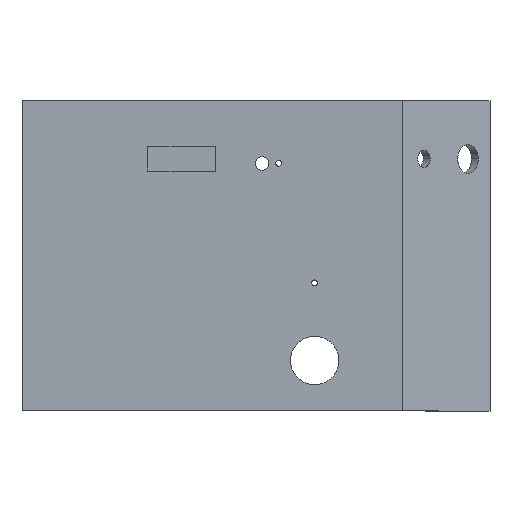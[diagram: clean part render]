
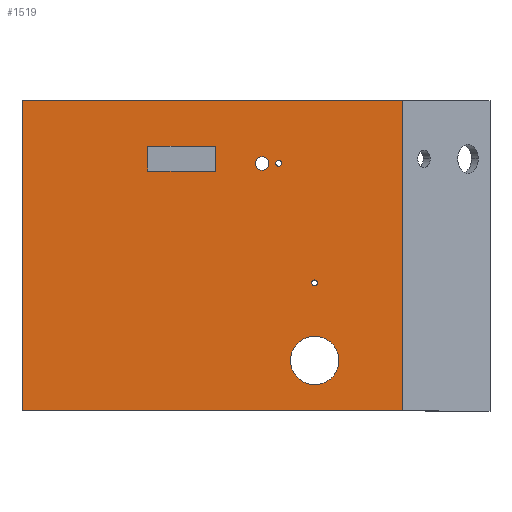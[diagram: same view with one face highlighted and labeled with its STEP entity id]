
A CAD part, top view. The second image highlights one B-rep face of the part: STEP entity #1519.
In plain terms, the highlighted free-form (B-spline) face has degree [1, 1] with [2, 2] control points.
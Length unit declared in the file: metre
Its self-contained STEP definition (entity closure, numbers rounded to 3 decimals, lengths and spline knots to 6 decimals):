
#54=LINE('',#2147,#210);
#57=LINE('',#2156,#213);
#59=LINE('',#2163,#215);
#62=LINE('',#2172,#218);
#69=LINE('',#2268,#225);
#146=LINE('',#2503,#302);
#159=LINE('',#2536,#315);
#165=LINE('',#2555,#321);
#210=VECTOR('',#1675,1.);
#213=VECTOR('',#1678,1.);
#215=VECTOR('',#1680,1.);
#218=VECTOR('',#1683,1.);
#225=VECTOR('',#1714,1.);
#302=VECTOR('',#1791,1.);
#315=VECTOR('',#1804,1.);
#321=VECTOR('',#1810,1.);
#374=B_SPLINE_SURFACE_WITH_KNOTS('',1,1,((#2551,#2552),(#2553,#2554)),
 .PLANE_SURF.,.F.,.F.,.F.,(2,2),(2,2),(0.,1.),(0.,1.),.UNSPECIFIED.);
#771=ORIENTED_EDGE('',*,*,#1036,.T.);
#772=ORIENTED_EDGE('',*,*,#1042,.T.);
#773=ORIENTED_EDGE('',*,*,#1023,.F.);
#774=ORIENTED_EDGE('',*,*,#946,.T.);
#775=ORIENTED_EDGE('',*,*,#936,.F.);
#776=ORIENTED_EDGE('',*,*,#847,.F.);
#777=ORIENTED_EDGE('',*,*,#934,.F.);
#778=ORIENTED_EDGE('',*,*,#851,.F.);
#779=ORIENTED_EDGE('',*,*,#932,.F.);
#780=ORIENTED_EDGE('',*,*,#855,.F.);
#781=ORIENTED_EDGE('',*,*,#930,.F.);
#782=ORIENTED_EDGE('',*,*,#859,.F.);
#783=ORIENTED_EDGE('',*,*,#927,.T.);
#784=ORIENTED_EDGE('',*,*,#924,.T.);
#785=ORIENTED_EDGE('',*,*,#922,.F.);
#786=ORIENTED_EDGE('',*,*,#919,.F.);
#847=EDGE_CURVE('',#1063,#1064,#1198,.T.);
#851=EDGE_CURVE('',#1067,#1068,#1200,.T.);
#855=EDGE_CURVE('',#1071,#1072,#1202,.T.);
#859=EDGE_CURVE('',#1075,#1076,#1204,.T.);
#919=EDGE_CURVE('',#1119,#1120,#54,.T.);
#922=EDGE_CURVE('',#1120,#1122,#57,.T.);
#924=EDGE_CURVE('',#1123,#1122,#59,.T.);
#927=EDGE_CURVE('',#1119,#1123,#62,.T.);
#930=EDGE_CURVE('',#1076,#1075,#1218,.T.);
#932=EDGE_CURVE('',#1072,#1071,#1220,.T.);
#934=EDGE_CURVE('',#1068,#1067,#1222,.T.);
#936=EDGE_CURVE('',#1064,#1063,#1224,.T.);
#946=EDGE_CURVE('',#1130,#1129,#69,.T.);
#1023=EDGE_CURVE('',#1130,#1180,#146,.T.);
#1036=EDGE_CURVE('',#1129,#1187,#159,.T.);
#1042=EDGE_CURVE('',#1187,#1180,#165,.T.);
#1063=VERTEX_POINT('',#1899);
#1064=VERTEX_POINT('',#1901);
#1067=VERTEX_POINT('',#1917);
#1068=VERTEX_POINT('',#1919);
#1071=VERTEX_POINT('',#1935);
#1072=VERTEX_POINT('',#1937);
#1075=VERTEX_POINT('',#1953);
#1076=VERTEX_POINT('',#1955);
#1119=VERTEX_POINT('',#2146);
#1120=VERTEX_POINT('',#2148);
#1122=VERTEX_POINT('',#2157);
#1123=VERTEX_POINT('',#2164);
#1129=VERTEX_POINT('',#2267);
#1130=VERTEX_POINT('',#2269);
#1180=VERTEX_POINT('',#2504);
#1187=VERTEX_POINT('',#2535);
#1198=CIRCLE('',#1544,0.0015);
#1200=CIRCLE('',#1546,0.0035);
#1202=CIRCLE('',#1548,0.0015);
#1204=CIRCLE('',#1550,0.0125);
#1218=CIRCLE('',#1564,0.0125);
#1220=CIRCLE('',#1566,0.0015);
#1222=CIRCLE('',#1568,0.0035);
#1224=CIRCLE('',#1570,0.0015);
#1316=EDGE_LOOP('',(#771,#772,#773,#774));
#1317=EDGE_LOOP('',(#775,#776));
#1318=EDGE_LOOP('',(#777,#778));
#1319=EDGE_LOOP('',(#779,#780));
#1320=EDGE_LOOP('',(#781,#782));
#1321=EDGE_LOOP('',(#783,#784,#785,#786));
#1416=FACE_BOUND('',#1316,.T.);
#1417=FACE_BOUND('',#1317,.T.);
#1418=FACE_BOUND('',#1318,.T.);
#1419=FACE_BOUND('',#1319,.T.);
#1420=FACE_BOUND('',#1320,.T.);
#1421=FACE_BOUND('',#1321,.T.);
#1519=ADVANCED_FACE('',(#1416,#1417,#1418,#1419,#1420,#1421),#374,.F.);
#1544=AXIS2_PLACEMENT_3D('',#1900,#1595,#1596);
#1546=AXIS2_PLACEMENT_3D('',#1918,#1599,#1600);
#1548=AXIS2_PLACEMENT_3D('',#1936,#1603,#1604);
#1550=AXIS2_PLACEMENT_3D('',#1954,#1607,#1608);
#1564=AXIS2_PLACEMENT_3D('',#2183,#1687,#1688);
#1566=AXIS2_PLACEMENT_3D('',#2193,#1691,#1692);
#1568=AXIS2_PLACEMENT_3D('',#2203,#1695,#1696);
#1570=AXIS2_PLACEMENT_3D('',#2213,#1699,#1700);
#1595=DIRECTION('',(0.,0.,1.));
#1596=DIRECTION('',(1.,0.,0.));
#1599=DIRECTION('',(0.,0.,1.));
#1600=DIRECTION('',(1.,0.,0.));
#1603=DIRECTION('',(0.,0.,1.));
#1604=DIRECTION('',(1.,0.,0.));
#1607=DIRECTION('',(0.,0.,1.));
#1608=DIRECTION('',(1.,0.,0.));
#1675=DIRECTION('',(-1.,0.,0.));
#1678=DIRECTION('',(0.,-1.,0.));
#1680=DIRECTION('',(-1.,0.,0.));
#1683=DIRECTION('',(0.,-1.,0.));
#1687=DIRECTION('',(0.,0.,1.));
#1688=DIRECTION('',(1.,0.,0.));
#1691=DIRECTION('',(0.,0.,1.));
#1692=DIRECTION('',(1.,0.,0.));
#1695=DIRECTION('',(0.,0.,1.));
#1696=DIRECTION('',(1.,0.,0.));
#1699=DIRECTION('',(0.,0.,1.));
#1700=DIRECTION('',(1.,0.,0.));
#1714=DIRECTION('',(0.,1.,0.));
#1791=DIRECTION('',(-1.,0.,0.));
#1804=DIRECTION('',(-1.,0.,0.));
#1810=DIRECTION('',(0.,-1.,0.));
#1899=CARTESIAN_POINT('',(0.149358,-0.034,0.165));
#1900=CARTESIAN_POINT('',(0.150858,-0.034,0.165));
#1901=CARTESIAN_POINT('',(0.152358,-0.034,0.165));
#1917=CARTESIAN_POINT('',(0.120287,0.027572,0.165));
#1918=CARTESIAN_POINT('',(0.123787,0.027572,0.165));
#1919=CARTESIAN_POINT('',(0.127287,0.027572,0.165));
#1935=CARTESIAN_POINT('',(0.130787,0.027572,0.165));
#1936=CARTESIAN_POINT('',(0.132287,0.027572,0.165));
#1937=CARTESIAN_POINT('',(0.133787,0.027572,0.165));
#1953=CARTESIAN_POINT('',(0.138358,-0.074,0.165));
#1954=CARTESIAN_POINT('',(0.150858,-0.074,0.165));
#1955=CARTESIAN_POINT('',(0.163358,-0.074,0.165));
#2146=CARTESIAN_POINT('',(0.099787,0.036373,0.165));
#2147=CARTESIAN_POINT('',(0.082287,0.036373,0.165));
#2148=CARTESIAN_POINT('',(0.064787,0.036373,0.165));
#2156=CARTESIAN_POINT('',(0.064787,0.029998,0.165));
#2157=CARTESIAN_POINT('',(0.064787,0.023623,0.165));
#2163=CARTESIAN_POINT('',(0.082287,0.023623,0.165));
#2164=CARTESIAN_POINT('',(0.099787,0.023623,0.165));
#2172=CARTESIAN_POINT('',(0.099787,0.029998,0.165));
#2183=CARTESIAN_POINT('',(0.150858,-0.074,0.165));
#2193=CARTESIAN_POINT('',(0.132287,0.027572,0.165));
#2203=CARTESIAN_POINT('',(0.123787,0.027572,0.165));
#2213=CARTESIAN_POINT('',(0.150858,-0.034,0.165));
#2267=CARTESIAN_POINT('',(0.195858,0.06,0.165));
#2268=CARTESIAN_POINT('',(0.195858,-0.1,0.165));
#2269=CARTESIAN_POINT('',(0.195858,-0.1,0.165));
#2503=CARTESIAN_POINT('',(-0.001464,-0.1,0.165));
#2504=CARTESIAN_POINT('',(0.,-0.1,0.165));
#2535=CARTESIAN_POINT('',(0.,0.06,0.165));
#2536=CARTESIAN_POINT('',(-0.001464,0.06,0.165));
#2551=CARTESIAN_POINT('',(0.205651,-0.108,0.165));
#2552=CARTESIAN_POINT('',(0.205651,0.068,0.165));
#2553=CARTESIAN_POINT('',(-0.009793,-0.108,0.165));
#2554=CARTESIAN_POINT('',(-0.009793,0.068,0.165));
#2555=CARTESIAN_POINT('',(0.,-0.1,0.165));
